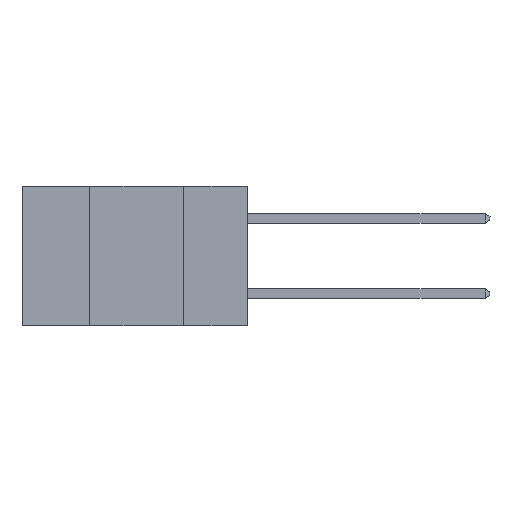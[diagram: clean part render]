
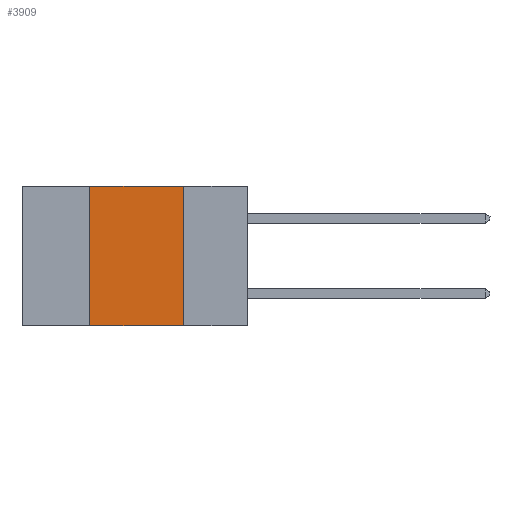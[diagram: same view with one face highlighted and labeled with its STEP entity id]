
A CAD part, left-side view. The second image highlights one B-rep face of the part: STEP entity #3909.
In plain terms, the highlighted planar face has unit normal (-1, 0, 0).
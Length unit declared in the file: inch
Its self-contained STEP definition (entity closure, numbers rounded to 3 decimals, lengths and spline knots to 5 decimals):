
#194 = LINE ( 'NONE', #6894, #2862 ) ;
#203 = EDGE_CURVE ( 'NONE', #4793, #2981, #3685, .T. ) ;
#302 = VERTEX_POINT ( 'NONE', #9611 ) ;
#532 = EDGE_CURVE ( 'NONE', #10586, #2981, #194, .T. ) ;
#679 = ORIENTED_EDGE ( 'NONE', *, *, #5603, .F. ) ;
#1352 = PLANE ( 'NONE',  #1737 ) ;
#1737 = AXIS2_PLACEMENT_3D ( 'NONE', #8893, #4772, #10397 ) ;
#2165 = FACE_OUTER_BOUND ( 'NONE', #3974, .T. ) ;
#2315 = CARTESIAN_POINT ( 'NONE',  ( 0., 0.6, 0. ) ) ;
#2862 = VECTOR ( 'NONE', #9682, 39.37008 ) ;
#2981 = VERTEX_POINT ( 'NONE', #8922 ) ;
#3066 = CARTESIAN_POINT ( 'NONE',  ( 0., 0.42, -0.37 ) ) ;
#3082 = LINE ( 'NONE', #2315, #5060 ) ;
#3685 = LINE ( 'NONE', #3790, #5478 ) ;
#3790 = CARTESIAN_POINT ( 'NONE',  ( 0., 0.6, -0.37 ) ) ;
#3909 = ADVANCED_FACE ( 'NONE', ( #2165 ), #1352, .F. ) ;
#3974 = EDGE_LOOP ( 'NONE', ( #8294, #679, #9113, #6405 ) ) ;
#4459 = DIRECTION ( 'NONE',  ( 0., 0., 1. ) ) ;
#4772 = DIRECTION ( 'NONE',  ( 1., 0., 0. ) ) ;
#4793 = VERTEX_POINT ( 'NONE', #3066 ) ;
#5060 = VECTOR ( 'NONE', #6487, 39.37008 ) ;
#5195 = VECTOR ( 'NONE', #4459, 39.37008 ) ;
#5478 = VECTOR ( 'NONE', #7114, 39.37008 ) ;
#5603 = EDGE_CURVE ( 'NONE', #302, #10586, #3082, .T. ) ;
#5734 = EDGE_CURVE ( 'NONE', #4793, #302, #9677, .T. ) ;
#6405 = ORIENTED_EDGE ( 'NONE', *, *, #203, .T. ) ;
#6487 = DIRECTION ( 'NONE',  ( 0., -1., 0. ) ) ;
#6894 = CARTESIAN_POINT ( 'NONE',  ( 0., 0.17, -0.37 ) ) ;
#7114 = DIRECTION ( 'NONE',  ( 0., -1., 0. ) ) ;
#8294 = ORIENTED_EDGE ( 'NONE', *, *, #532, .F. ) ;
#8893 = CARTESIAN_POINT ( 'NONE',  ( 0., 0.6, 0. ) ) ;
#8922 = CARTESIAN_POINT ( 'NONE',  ( 0., 0.17, -0.37 ) ) ;
#9113 = ORIENTED_EDGE ( 'NONE', *, *, #5734, .F. ) ;
#9611 = CARTESIAN_POINT ( 'NONE',  ( 0., 0.42, 0. ) ) ;
#9677 = LINE ( 'NONE', #10096, #5195 ) ;
#9682 = DIRECTION ( 'NONE',  ( 0., 0., -1. ) ) ;
#10096 = CARTESIAN_POINT ( 'NONE',  ( 0., 0.42, -0.37 ) ) ;
#10386 = CARTESIAN_POINT ( 'NONE',  ( 0., 0.17, 0. ) ) ;
#10397 = DIRECTION ( 'NONE',  ( 0., 0., -1. ) ) ;
#10586 = VERTEX_POINT ( 'NONE', #10386 ) ;
